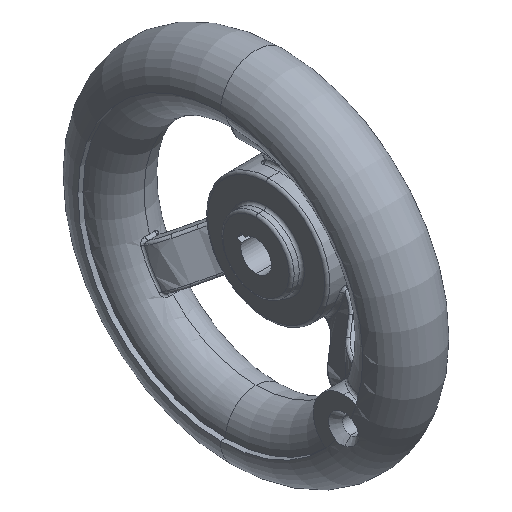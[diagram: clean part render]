
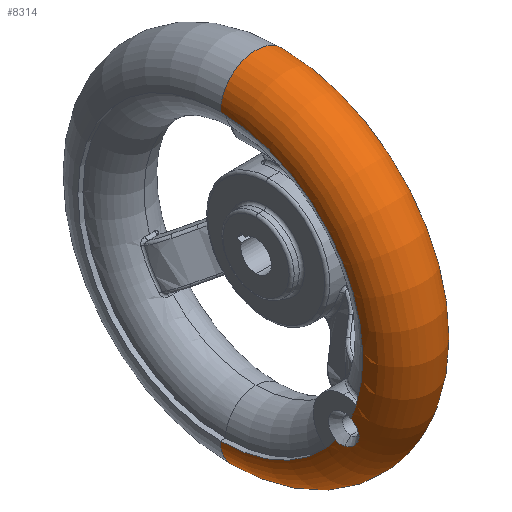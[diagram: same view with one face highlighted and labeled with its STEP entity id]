
A CAD part, isometric view. The second image highlights one B-rep face of the part: STEP entity #8314.
In plain terms, the highlighted toroidal (fillet/blend) face has major radius 44.45 mm and minor radius 11.113 mm.
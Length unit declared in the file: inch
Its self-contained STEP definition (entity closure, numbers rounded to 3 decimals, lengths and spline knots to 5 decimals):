
#44 = VERTEX_POINT ( 'NONE', #2571 ) ;
#170 = CIRCLE ( 'NONE', #4939, 1.75 ) ;
#279 = DIRECTION ( 'NONE',  ( -1., 0., 0. ) ) ;
#280 = CARTESIAN_POINT ( 'NONE',  ( -0.43616, -1.44548, -1.04771 ) ) ;
#341 = CARTESIAN_POINT ( 'NONE',  ( -0.42559, -1.52474, -1.05059 ) ) ;
#495 = EDGE_CURVE ( 'NONE', #44, #5498, #5888, .T. ) ;
#807 = VERTEX_POINT ( 'NONE', #1268 ) ;
#824 = EDGE_CURVE ( 'NONE', #3764, #1105, #3596, .T. ) ;
#927 = CARTESIAN_POINT ( 'NONE',  ( -0.4375, 0., 0. ) ) ;
#968 = CARTESIAN_POINT ( 'NONE',  ( -0.4354, -1.45404, -1.05012 ) ) ;
#975 = CARTESIAN_POINT ( 'NONE',  ( -0.41423, -1.67989, -0.86794 ) ) ;
#1019 = CARTESIAN_POINT ( 'NONE',  ( -0.4375, 0., 0. ) ) ;
#1079 = CARTESIAN_POINT ( 'NONE',  ( -0.40809, -1.6596, -0.94081 ) ) ;
#1105 = VERTEX_POINT ( 'NONE', #6109 ) ;
#1234 = CARTESIAN_POINT ( 'NONE',  ( -0.40835, -1.63974, -0.9737 ) ) ;
#1268 = CARTESIAN_POINT ( 'NONE',  ( 0.4375, 0., 1.75 ) ) ;
#1278 = EDGE_CURVE ( 'NONE', #807, #8356, #3935, .T. ) ;
#1287 = CARTESIAN_POINT ( 'NONE',  ( -0.40884, -1.66716, -0.92332 ) ) ;
#1291 = EDGE_LOOP ( 'NONE', ( #4565, #5319, #9998, #6624, #1795, #8491, #7607, #9134, #5341 ) ) ;
#1432 = TOROIDAL_SURFACE ( 'NONE', #2580, 1.75, 0.4375 ) ;
#1566 = CARTESIAN_POINT ( 'NONE',  ( -0.4375, 0., -1.75 ) ) ;
#1607 = CARTESIAN_POINT ( 'NONE',  ( 0., 0., -1.75 ) ) ;
#1692 = CARTESIAN_POINT ( 'NONE',  ( -0.42741, -1.66843, -0.78453 ) ) ;
#1759 = DIRECTION ( 'NONE',  ( 0., 0., 1. ) ) ;
#1789 = DIRECTION ( 'NONE',  ( 0., -1., 0. ) ) ;
#1795 = ORIENTED_EDGE ( 'NONE', *, *, #2017, .F. ) ;
#1834 = VERTEX_POINT ( 'NONE', #8304 ) ;
#1879 = CARTESIAN_POINT ( 'NONE',  ( -0.4375, -1.60046, -0.70783 ) ) ;
#1894 = CARTESIAN_POINT ( 'NONE',  ( -0.41004, -1.62146, -0.99535 ) ) ;
#1942 = CARTESIAN_POINT ( 'NONE',  ( -0.40934, -1.62785, -0.98844 ) ) ;
#2017 = EDGE_CURVE ( 'NONE', #6503, #1834, #170, .T. ) ;
#2551 = CARTESIAN_POINT ( 'NONE',  ( -0.4375, -1.41323, -1.03212 ) ) ;
#2571 = CARTESIAN_POINT ( 'NONE',  ( -0.42708, -1.51554, -1.05208 ) ) ;
#2580 = AXIS2_PLACEMENT_3D ( 'NONE', #4039, #7185, #1759 ) ;
#2608 = CARTESIAN_POINT ( 'NONE',  ( 0., 0., 1.75 ) ) ;
#2660 = CARTESIAN_POINT ( 'NONE',  ( -0.42983, -1.49818, -1.0542 ) ) ;
#3087 = DIRECTION ( 'NONE',  ( 0., 1., 0. ) ) ;
#3282 = CARTESIAN_POINT ( 'NONE',  ( -0.4375, -1.60046, -0.70783 ) ) ;
#3288 = CARTESIAN_POINT ( 'NONE',  ( -0.4375, 0., 0. ) ) ;
#3566 = CARTESIAN_POINT ( 'NONE',  ( -0.4375, 0., 0. ) ) ;
#3596 = CIRCLE ( 'NONE', #5710, 1.75 ) ;
#3664 = AXIS2_PLACEMENT_3D ( 'NONE', #3566, #4144, #8173 ) ;
#3764 = VERTEX_POINT ( 'NONE', #1566 ) ;
#3825 = CIRCLE ( 'NONE', #3664, 1.75 ) ;
#3935 = CIRCLE ( 'NONE', #4604, 0.4375 ) ;
#3993 = EDGE_CURVE ( 'NONE', #1834, #8356, #8421, .T. ) ;
#4039 = CARTESIAN_POINT ( 'NONE',  ( 0., 0., 0. ) ) ;
#4065 = DIRECTION ( 'NONE',  ( 0., 0., 1. ) ) ;
#4068 = DIRECTION ( 'NONE',  ( -1., 0., 0. ) ) ;
#4102 = CARTESIAN_POINT ( 'NONE',  ( -0.4375, -1.4207, -1.03699 ) ) ;
#4144 = DIRECTION ( 'NONE',  ( -1., 0., 0. ) ) ;
#4210 = CARTESIAN_POINT ( 'NONE',  ( -0.41945, -1.56038, -1.03868 ) ) ;
#4318 = EDGE_CURVE ( 'NONE', #6503, #44, #7866, .T. ) ;
#4322 = CIRCLE ( 'NONE', #9375, 1.75 ) ;
#4565 = ORIENTED_EDGE ( 'NONE', *, *, #8477, .F. ) ;
#4604 = AXIS2_PLACEMENT_3D ( 'NONE', #2608, #1789, #8960 ) ;
#4881 = CARTESIAN_POINT ( 'NONE',  ( 0.4375, 0., -1.75 ) ) ;
#4939 = AXIS2_PLACEMENT_3D ( 'NONE', #927, #7886, #4065 ) ;
#4971 = CARTESIAN_POINT ( 'NONE',  ( -0.43722, -1.42879, -1.04115 ) ) ;
#4982 = CARTESIAN_POINT ( 'NONE',  ( -0.41529, -1.58498, -1.02529 ) ) ;
#5029 = CARTESIAN_POINT ( 'NONE',  ( -0.42403, -1.53392, -1.0483 ) ) ;
#5073 = CARTESIAN_POINT ( 'NONE',  ( -0.42708, -1.51554, -1.05208 ) ) ;
#5319 = ORIENTED_EDGE ( 'NONE', *, *, #6129, .T. ) ;
#5341 = ORIENTED_EDGE ( 'NONE', *, *, #824, .F. ) ;
#5498 = VERTEX_POINT ( 'NONE', #7206 ) ;
#5577 = CARTESIAN_POINT ( 'NONE',  ( -0.43296, -1.65055, -0.75115 ) ) ;
#5626 = CARTESIAN_POINT ( 'NONE',  ( -0.4155, -1.68048, -0.85852 ) ) ;
#5710 = AXIS2_PLACEMENT_3D ( 'NONE', #3288, #4068, #7220 ) ;
#5771 = CARTESIAN_POINT ( 'NONE',  ( -0.43233, -1.48056, -1.05415 ) ) ;
#5780 = CARTESIAN_POINT ( 'NONE',  ( -0.41196, -1.67735, -0.8868 ) ) ;
#5888 = B_SPLINE_CURVE_WITH_KNOTS ( 'NONE', 3,
 ( #9616, #8025, #2660, #5771, #9567, #968, #280, #4971, #4102, #2551 ),
 .UNSPECIFIED., .F., .F.,
 ( 4, 2, 2, 2, 4 ),
 ( 0.00401, 0.00468, 0.00536, 0.00604, 0.00671 ),
 .UNSPECIFIED. ) ;
#6109 = CARTESIAN_POINT ( 'NONE',  ( -0.4375, -1.29433, -1.1778 ) ) ;
#6129 = EDGE_CURVE ( 'NONE', #6900, #807, #4322, .T. ) ;
#6412 = CARTESIAN_POINT ( 'NONE',  ( -0.42282, -1.67728, -0.81133 ) ) ;
#6471 = EDGE_CURVE ( 'NONE', #1105, #5498, #3825, .T. ) ;
#6476 = CARTESIAN_POINT ( 'NONE',  ( -0.4375, 0., 1.75 ) ) ;
#6503 = VERTEX_POINT ( 'NONE', #1879 ) ;
#6551 = CARTESIAN_POINT ( 'NONE',  ( -0.40806, -1.64526, -0.96582 ) ) ;
#6624 = ORIENTED_EDGE ( 'NONE', *, *, #3993, .F. ) ;
#6693 = CARTESIAN_POINT ( 'NONE',  ( 0.4375, 0., 0. ) ) ;
#6900 = VERTEX_POINT ( 'NONE', #4881 ) ;
#6947 = AXIS2_PLACEMENT_3D ( 'NONE', #1019, #279, #9712 ) ;
#7081 = DIRECTION ( 'NONE',  ( 0., 0., 1. ) ) ;
#7139 = FACE_OUTER_BOUND ( 'NONE', #1291, .T. ) ;
#7165 = CARTESIAN_POINT ( 'NONE',  ( -0.43512, -1.63857, -0.73635 ) ) ;
#7185 = DIRECTION ( 'NONE',  ( -1., 0., 0. ) ) ;
#7206 = CARTESIAN_POINT ( 'NONE',  ( -0.4375, -1.41323, -1.03212 ) ) ;
#7220 = DIRECTION ( 'NONE',  ( 0., 0., 1. ) ) ;
#7262 = CARTESIAN_POINT ( 'NONE',  ( -0.42095, -1.55178, -1.04233 ) ) ;
#7469 = CARTESIAN_POINT ( 'NONE',  ( -0.4118, -1.60776, -1.00828 ) ) ;
#7607 = ORIENTED_EDGE ( 'NONE', *, *, #495, .T. ) ;
#7866 = B_SPLINE_CURVE_WITH_KNOTS ( 'NONE', 3,
 ( #3282, #8612, #8762, #9472, #7165, #5577, #8711, #7985, #1692, #6412, #9525, #5626, #975, #5780, #8288, #8859, #1287, #1079, #8241, #6551, #1234, #1942, #1894, #7469, #9765, #4982, #9065, #4210, #7262, #5029, #341, #5073 ),
 .UNSPECIFIED., .F., .F.,
 ( 4, 2, 2, 2, 2, 2, 2, 2, 2, 2, 2, 2, 2, 2, 2, 4 ),
 ( 0.02005, 0.02077, 0.02149, 0.02221, 0.02293, 0.02437, 0.02509, 0.02581, 0.02653, 0.02725, 0.02797, 0.02868, 0.0294, 0.03012, 0.03084, 0.03156 ),
 .UNSPECIFIED. ) ;
#7886 = DIRECTION ( 'NONE',  ( -1., 0., 0. ) ) ;
#7985 = CARTESIAN_POINT ( 'NONE',  ( -0.42892, -1.6647, -0.77574 ) ) ;
#8025 = CARTESIAN_POINT ( 'NONE',  ( -0.42848, -1.5069, -1.05348 ) ) ;
#8173 = DIRECTION ( 'NONE',  ( 0., 0., 1. ) ) ;
#8241 = CARTESIAN_POINT ( 'NONE',  ( -0.40793, -1.65518, -0.9494 ) ) ;
#8288 = CARTESIAN_POINT ( 'NONE',  ( -0.41099, -1.67541, -0.89616 ) ) ;
#8304 = CARTESIAN_POINT ( 'NONE',  ( -0.4375, -1.66717, -0.53202 ) ) ;
#8308 = CIRCLE ( 'NONE', #9614, 0.4375 ) ;
#8314 = ADVANCED_FACE ( 'NONE', ( #7139 ), #1432, .T. ) ;
#8356 = VERTEX_POINT ( 'NONE', #6476 ) ;
#8421 = CIRCLE ( 'NONE', #6947, 1.75 ) ;
#8477 = EDGE_CURVE ( 'NONE', #6900, #3764, #8308, .T. ) ;
#8491 = ORIENTED_EDGE ( 'NONE', *, *, #4318, .T. ) ;
#8612 = CARTESIAN_POINT ( 'NONE',  ( -0.4375, -1.60898, -0.71216 ) ) ;
#8711 = CARTESIAN_POINT ( 'NONE',  ( -0.4317, -1.65575, -0.75905 ) ) ;
#8762 = CARTESIAN_POINT ( 'NONE',  ( -0.43718, -1.61709, -0.71748 ) ) ;
#8816 = DIRECTION ( 'NONE',  ( 0., 0., 1. ) ) ;
#8859 = CARTESIAN_POINT ( 'NONE',  ( -0.40943, -1.67032, -0.91439 ) ) ;
#8960 = DIRECTION ( 'NONE',  ( 0., 0., -1. ) ) ;
#9065 = CARTESIAN_POINT ( 'NONE',  ( -0.41662, -1.57698, -1.03016 ) ) ;
#9134 = ORIENTED_EDGE ( 'NONE', *, *, #6471, .F. ) ;
#9375 = AXIS2_PLACEMENT_3D ( 'NONE', #6693, #9801, #8816 ) ;
#9472 = CARTESIAN_POINT ( 'NONE',  ( -0.43599, -1.6318, -0.72951 ) ) ;
#9525 = CARTESIAN_POINT ( 'NONE',  ( -0.41963, -1.68023, -0.83029 ) ) ;
#9567 = CARTESIAN_POINT ( 'NONE',  ( -0.43348, -1.47156, -1.05335 ) ) ;
#9614 = AXIS2_PLACEMENT_3D ( 'NONE', #1607, #3087, #7081 ) ;
#9616 = CARTESIAN_POINT ( 'NONE',  ( -0.42708, -1.51554, -1.05208 ) ) ;
#9712 = DIRECTION ( 'NONE',  ( 0., 0., 1. ) ) ;
#9765 = CARTESIAN_POINT ( 'NONE',  ( -0.41287, -1.60042, -1.01433 ) ) ;
#9801 = DIRECTION ( 'NONE',  ( -1., 0., 0. ) ) ;
#9998 = ORIENTED_EDGE ( 'NONE', *, *, #1278, .T. ) ;
